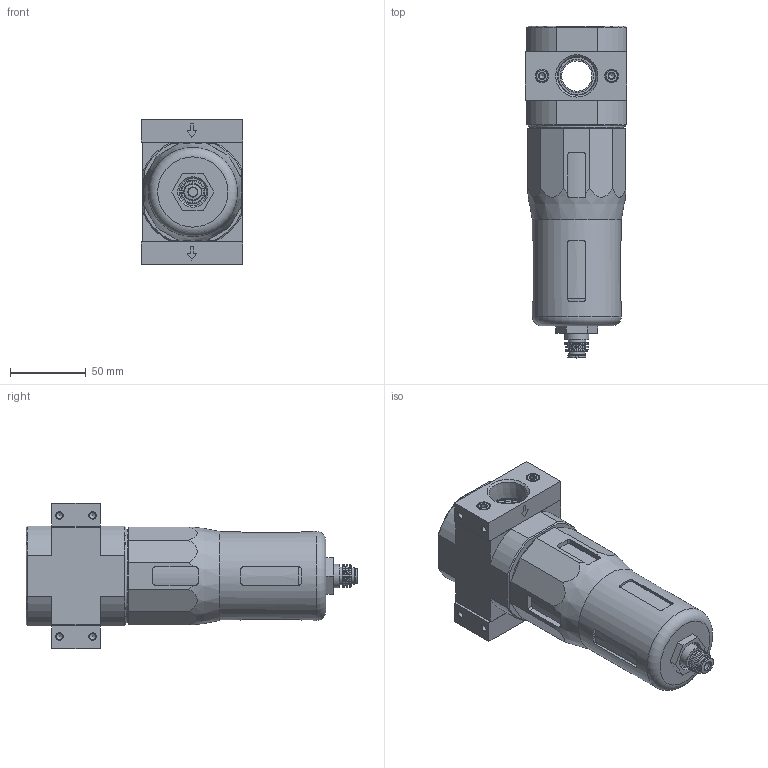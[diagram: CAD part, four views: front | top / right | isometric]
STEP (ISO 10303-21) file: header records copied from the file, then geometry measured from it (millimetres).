
FILE_DESCRIPTION(/* description */ ('STEP AP214'),/* implementation_level */ '2;1');
FILE_NAME(/* name */ '173703_LF-3_4-D-5M-MAXI-A-NPT',/* time_stamp */ '2024-08-29T21:43:30+02:00',/* author */ ('License CC BY-ND 4.0'),/* organization */ ('CADENAS'),/* preprocessor_version */ 'ST-DEVELOPER v19.3',/* originating_system */ 'PARTsolutions',/* authorisation */ ' ');
FILE_SCHEMA (('AUTOMOTIVE_DESIGN {1 0 10303 214 3 1 1}'));
Length unit declared in the file: millimetre
Products named in the file (7): 173703 LF-3/4-D-5M-MAXI-A-NPT; 127316 LF-D-5M-MAXI-A; 373059 LF-D-MAXI; 714674 PBL-3/4-D-MAXI-NPT-L--P1; DIN-912 - M5x20(F); 714676 PBL-3/4-D-MAXI-NPT-R--P1; 526489 MS4-LFR-V
Assembly tree (10 placements, depth 2):
  173703 LF-3/4-D-5M-MAXI-A-NPT
    127316 LF-D-5M-MAXI-A
    373059 LF-D-MAXI  x2
    714674 PBL-3/4-D-MAXI-NPT-L--P1
    DIN-912 - M5x20(F)  x4
    714676 PBL-3/4-D-MAXI-NPT-R--P1
    526489 MS4-LFR-V
Bounding box: 67.1 x 219.22 x 96 mm (x, y, z)
Volume: 677646.1 mm3; surface area: 83250.5 mm2
Topology: 10 solids, 10 shells, 422 faces, 947 edges, 581 vertices
Faces by surface type: plane 200, cone 98, cylinder 92, torus 32
Full cylindrical faces by diameter (mm): 4.134 x8, 5 x4, 5.3 x4, 6 x1, 7 x4, 7.3 x2, 8.5 x4, 9 x4, 11 x1, 11.4 x1, 11.6 x1, 11.8 x1, 15.8 x1, 18 x1, 22 x1, 30 x2, 58.8 x1, 62 x2
Entity records: 10560 total; most frequent: CARTESIAN_POINT 1945, DIRECTION 1398, ORIENTED_EDGE 1280, EDGE_CURVE 640, AXIS2_PLACEMENT_3D 552, FACE_BOUND 479, EDGE_LOOP 472, VERTEX_POINT 467
